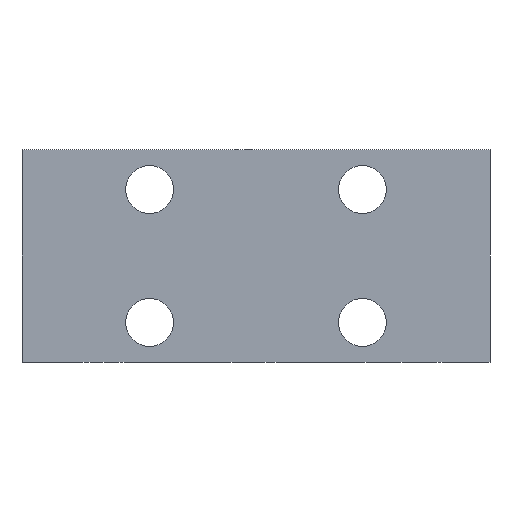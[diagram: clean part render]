
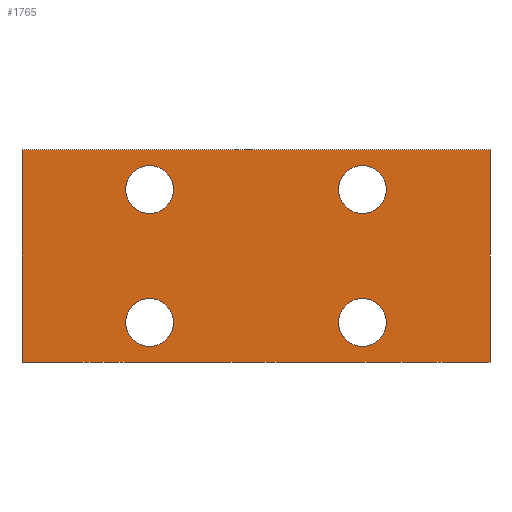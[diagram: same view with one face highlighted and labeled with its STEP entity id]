
A CAD part, front view. The second image highlights one B-rep face of the part: STEP entity #1765.
In plain terms, the highlighted planar face has unit normal (0, -1, 0).
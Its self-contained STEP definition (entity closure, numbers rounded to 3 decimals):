
#1075 = VERTEX_POINT('',#1076);
#1076 = CARTESIAN_POINT('',(22.,-3.,-10.));
#1082 = EDGE_CURVE('',#1075,#1083,#1085,.T.);
#1083 = VERTEX_POINT('',#1084);
#1084 = CARTESIAN_POINT('',(-22.,-3.,-10.));
#1085 = LINE('',#1086,#1087);
#1086 = CARTESIAN_POINT('',(22.,-3.,-10.));
#1087 = VECTOR('',#1088,1.);
#1088 = DIRECTION('',(-1.,0.,0.));
#1155 = EDGE_CURVE('',#1083,#1156,#1158,.T.);
#1156 = VERTEX_POINT('',#1157);
#1157 = CARTESIAN_POINT('',(-22.,-3.,10.));
#1158 = LINE('',#1159,#1160);
#1159 = CARTESIAN_POINT('',(-22.,-3.,-10.));
#1160 = VECTOR('',#1161,1.);
#1161 = DIRECTION('',(0.,0.,1.));
#1179 = EDGE_CURVE('',#1156,#1180,#1182,.T.);
#1180 = VERTEX_POINT('',#1181);
#1181 = CARTESIAN_POINT('',(22.,-3.,10.));
#1182 = LINE('',#1183,#1184);
#1183 = CARTESIAN_POINT('',(-22.,-3.,10.));
#1184 = VECTOR('',#1185,1.);
#1185 = DIRECTION('',(1.,0.,0.));
#1227 = EDGE_CURVE('',#1180,#1075,#1228,.T.);
#1228 = LINE('',#1229,#1230);
#1229 = CARTESIAN_POINT('',(22.,-3.,10.));
#1230 = VECTOR('',#1231,1.);
#1231 = DIRECTION('',(0.,0.,-1.));
#1462 = VERTEX_POINT('',#1463);
#1463 = CARTESIAN_POINT('',(-7.75,-3.,6.25));
#1469 = EDGE_CURVE('',#1462,#1462,#1470,.T.);
#1470 = CIRCLE('',#1471,2.25);
#1471 = AXIS2_PLACEMENT_3D('',#1472,#1473,#1474);
#1472 = CARTESIAN_POINT('',(-10.,-3.,6.25));
#1473 = DIRECTION('',(0.,-1.,0.));
#1474 = DIRECTION('',(1.,0.,0.));
#1487 = VERTEX_POINT('',#1488);
#1488 = CARTESIAN_POINT('',(12.25,-3.,6.25));
#1494 = EDGE_CURVE('',#1487,#1487,#1495,.T.);
#1495 = CIRCLE('',#1496,2.25);
#1496 = AXIS2_PLACEMENT_3D('',#1497,#1498,#1499);
#1497 = CARTESIAN_POINT('',(10.,-3.,6.25));
#1498 = DIRECTION('',(0.,-1.,0.));
#1499 = DIRECTION('',(1.,0.,0.));
#1765 = ADVANCED_FACE('',(#1766,#1772,#1783,#1794,#1797),#1800,.F.);
#1766 = FACE_BOUND('',#1767,.F.);
#1767 = EDGE_LOOP('',(#1768,#1769,#1770,#1771));
#1768 = ORIENTED_EDGE('',*,*,#1155,.T.);
#1769 = ORIENTED_EDGE('',*,*,#1179,.T.);
#1770 = ORIENTED_EDGE('',*,*,#1227,.T.);
#1771 = ORIENTED_EDGE('',*,*,#1082,.T.);
#1772 = FACE_BOUND('',#1773,.F.);
#1773 = EDGE_LOOP('',(#1774));
#1774 = ORIENTED_EDGE('',*,*,#1775,.T.);
#1775 = EDGE_CURVE('',#1776,#1776,#1778,.T.);
#1776 = VERTEX_POINT('',#1777);
#1777 = CARTESIAN_POINT('',(-7.75,-3.,-6.25));
#1778 = CIRCLE('',#1779,2.25);
#1779 = AXIS2_PLACEMENT_3D('',#1780,#1781,#1782);
#1780 = CARTESIAN_POINT('',(-10.,-3.,-6.25));
#1781 = DIRECTION('',(0.,-1.,0.));
#1782 = DIRECTION('',(1.,0.,0.));
#1783 = FACE_BOUND('',#1784,.F.);
#1784 = EDGE_LOOP('',(#1785));
#1785 = ORIENTED_EDGE('',*,*,#1786,.T.);
#1786 = EDGE_CURVE('',#1787,#1787,#1789,.T.);
#1787 = VERTEX_POINT('',#1788);
#1788 = CARTESIAN_POINT('',(12.25,-3.,-6.25));
#1789 = CIRCLE('',#1790,2.25);
#1790 = AXIS2_PLACEMENT_3D('',#1791,#1792,#1793);
#1791 = CARTESIAN_POINT('',(10.,-3.,-6.25));
#1792 = DIRECTION('',(0.,-1.,0.));
#1793 = DIRECTION('',(1.,0.,0.));
#1794 = FACE_BOUND('',#1795,.F.);
#1795 = EDGE_LOOP('',(#1796));
#1796 = ORIENTED_EDGE('',*,*,#1494,.T.);
#1797 = FACE_BOUND('',#1798,.F.);
#1798 = EDGE_LOOP('',(#1799));
#1799 = ORIENTED_EDGE('',*,*,#1469,.T.);
#1800 = PLANE('',#1801);
#1801 = AXIS2_PLACEMENT_3D('',#1802,#1803,#1804);
#1802 = CARTESIAN_POINT('',(0.,-3.,0.)
  );
#1803 = DIRECTION('',(0.,1.,0.));
#1804 = DIRECTION('',(0.,0.,1.));
